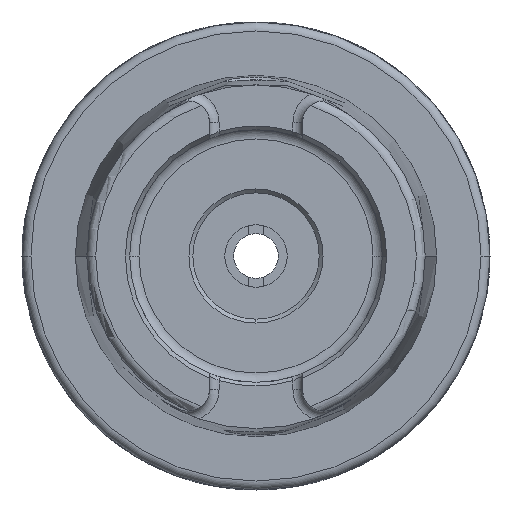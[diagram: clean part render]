
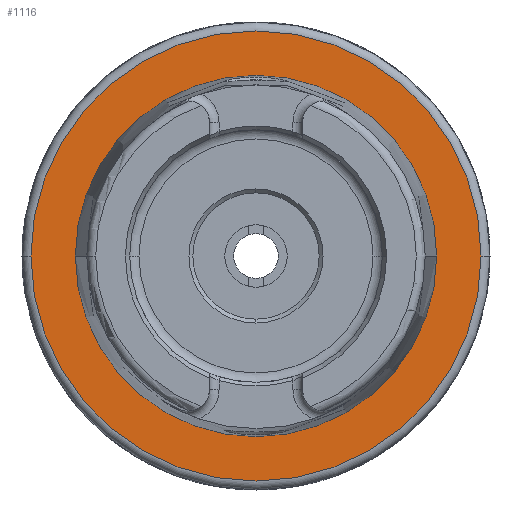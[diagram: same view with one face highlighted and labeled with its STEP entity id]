
A CAD part, left-side view. The second image highlights one B-rep face of the part: STEP entity #1116.
In plain terms, the highlighted planar face has unit normal (-1, 0, 0).
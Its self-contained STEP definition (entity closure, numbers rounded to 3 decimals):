
#225 = CARTESIAN_POINT ( 'NONE',  ( 0., 0., 0. ) ) ;
#314 = DIRECTION ( 'NONE',  ( 0., 1., 0. ) ) ;
#472 = DIRECTION ( 'NONE',  ( 1., 0., 0. ) ) ;
#504 = CARTESIAN_POINT ( 'NONE',  ( 0., 0., 0. ) ) ;
#670 = CARTESIAN_POINT ( 'NONE',  ( 0., 24.321, 0. ) ) ;
#980 = DIRECTION ( 'NONE',  ( 0., 1., 0. ) ) ;
#1116 = ADVANCED_FACE ( 'NONE', ( #5767, #7538 ), #9306, .T. ) ;
#1433 = EDGE_CURVE ( 'NONE', #7093, #6319, #8331, .T. ) ;
#1512 = EDGE_CURVE ( 'NONE', #6859, #6775, #3847, .T. ) ;
#1820 = CARTESIAN_POINT ( 'NONE',  ( 0., -30.3, 0. ) ) ;
#1998 = EDGE_CURVE ( 'NONE', #6775, #6859, #8787, .T. ) ;
#2316 = AXIS2_PLACEMENT_3D ( 'NONE', #7589, #7620, #7650 ) ;
#2445 = AXIS2_PLACEMENT_3D ( 'NONE', #504, #472, #314 ) ;
#2767 = CIRCLE ( 'NONE', #8546, 24.321 ) ;
#3536 = AXIS2_PLACEMENT_3D ( 'NONE', #9436, #8696, #8632 ) ;
#3847 = CIRCLE ( 'NONE', #2316, 30.3 ) ;
#4175 = EDGE_LOOP ( 'NONE', ( #8521, #9671 ) ) ;
#4464 = CARTESIAN_POINT ( 'NONE',  ( 0., -24.321, 0. ) ) ;
#4625 = CARTESIAN_POINT ( 'NONE',  ( 0., 0., 0. ) ) ;
#4657 = DIRECTION ( 'NONE',  ( 1., 0., 0. ) ) ;
#4692 = DIRECTION ( 'NONE',  ( 0., 1., 0. ) ) ;
#5284 = EDGE_LOOP ( 'NONE', ( #6651, #8527 ) ) ;
#5579 = DIRECTION ( 'NONE',  ( 1., 0., 0. ) ) ;
#5767 = FACE_BOUND ( 'NONE', #5284, .T. ) ;
#6319 = VERTEX_POINT ( 'NONE', #670 ) ;
#6651 = ORIENTED_EDGE ( 'NONE', *, *, #9569, .T. ) ;
#6754 = CARTESIAN_POINT ( 'NONE',  ( 0., 30.3, 0. ) ) ;
#6775 = VERTEX_POINT ( 'NONE', #6754 ) ;
#6859 = VERTEX_POINT ( 'NONE', #1820 ) ;
#7093 = VERTEX_POINT ( 'NONE', #4464 ) ;
#7538 = FACE_OUTER_BOUND ( 'NONE', #4175, .T. ) ;
#7589 = CARTESIAN_POINT ( 'NONE',  ( 0., 0., 0. ) ) ;
#7620 = DIRECTION ( 'NONE',  ( 1., 0., 0. ) ) ;
#7650 = DIRECTION ( 'NONE',  ( 0., 1., 0. ) ) ;
#8331 = CIRCLE ( 'NONE', #9573, 24.321 ) ;
#8521 = ORIENTED_EDGE ( 'NONE', *, *, #1998, .F. ) ;
#8527 = ORIENTED_EDGE ( 'NONE', *, *, #1433, .T. ) ;
#8546 = AXIS2_PLACEMENT_3D ( 'NONE', #225, #5579, #980 ) ;
#8632 = DIRECTION ( 'NONE',  ( 0., -1., 0. ) ) ;
#8696 = DIRECTION ( 'NONE',  ( -1., 0., 0. ) ) ;
#8787 = CIRCLE ( 'NONE', #2445, 30.3 ) ;
#9306 = PLANE ( 'NONE',  #3536 ) ;
#9436 = CARTESIAN_POINT ( 'NONE',  ( 0., 24.321, 0. ) ) ;
#9569 = EDGE_CURVE ( 'NONE', #6319, #7093, #2767, .T. ) ;
#9573 = AXIS2_PLACEMENT_3D ( 'NONE', #4625, #4657, #4692 ) ;
#9671 = ORIENTED_EDGE ( 'NONE', *, *, #1512, .F. ) ;
